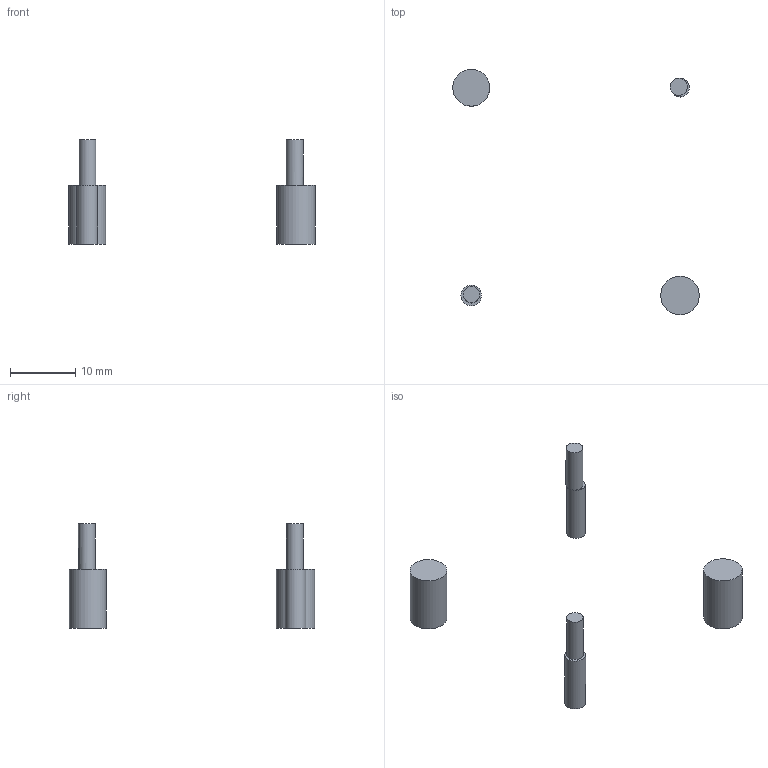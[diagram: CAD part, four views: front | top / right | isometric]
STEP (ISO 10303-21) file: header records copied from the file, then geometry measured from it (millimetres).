
FILE_DESCRIPTION(/* description */ (''),/* implementation_level */ '2;1');
FILE_NAME(/* name */ '40mm_spiral_shroud_opp.stp',/* time_stamp */ '2018-02-13T22:02:12-08:00',/* author */ ('Andrew'),/* organization */ (''),/* preprocessor_version */ 'ST-DEVELOPER v15.6',/* originating_system */ 'Autodesk Inventor 2015',/* authorisation */ '');
FILE_SCHEMA (('AUTOMOTIVE_DESIGN { 1 0 10303 214 3 1 1 }'));
Length unit declared in the file: millimetre
Products named in the file (1): 40mm_spiral_shroud_opp
Bounding box: 37.74 x 37.59 x 16 mm (x, y, z)
Volume: 671 mm3; surface area: 742.4 mm2
Topology: 4 solids, 4 shells, 17 faces, 22 edges, 14 vertices
Faces by surface type: plane 11, cylinder 6
Full cylindrical faces by diameter (mm): 2.546 x1, 2.601 x1, 2.841 x1, 3.162 x1, 5.651 x1, 5.884 x1
Entity records: 327 total; most frequent: DIRECTION 64, CARTESIAN_POINT 44, AXIS2_PLACEMENT_3D 32, ORIENTED_EDGE 28, EDGE_LOOP 24, FACE_OUTER_BOUND 17, ADVANCED_FACE 17, CIRCLE 14
